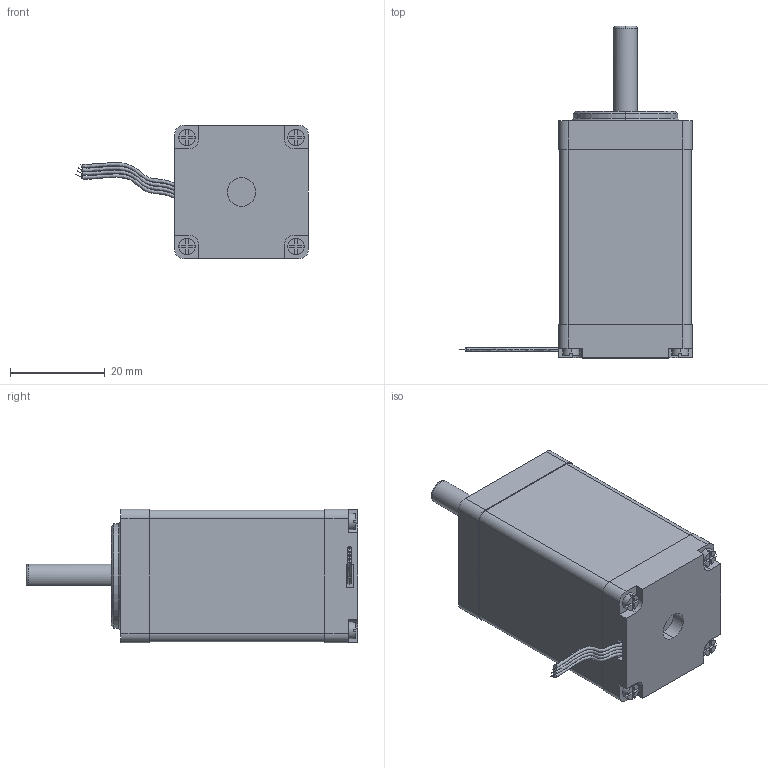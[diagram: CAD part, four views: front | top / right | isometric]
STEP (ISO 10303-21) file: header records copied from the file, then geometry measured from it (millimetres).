
FILE_DESCRIPTION (( 'STEP AP214' ), '1' );
FILE_NAME ('28-50.STEP', '2018-08-03T01:20:00', ( 'SUMTOR-117005' ), ( 'Microsoft' ), 'SwSTEP 2.0', 'SolidWorks 2015', '' );
FILE_SCHEMA (( 'AUTOMOTIVE_DESIGN' ));
Length unit declared in the file: millimetre
Products named in the file (1): 28-50
Bounding box: 49.1 x 70 x 28.2 mm (x, y, z)
Volume: 38580.6 mm3; surface area: 9532.8 mm2
Topology: 1 solids, 1 shells, 166 faces, 445 edges, 284 vertices
Faces by surface type: plane 103, cylinder 49, bspline 8, cone 4, torus 2
Entity records: 7076 total; most frequent: CARTESIAN_POINT 2390, ORIENTED_EDGE 880, DIRECTION 873, EDGE_CURVE 440, AXIS2_PLACEMENT_3D 311, VERTEX_POINT 284, LINE 251, VECTOR 251
